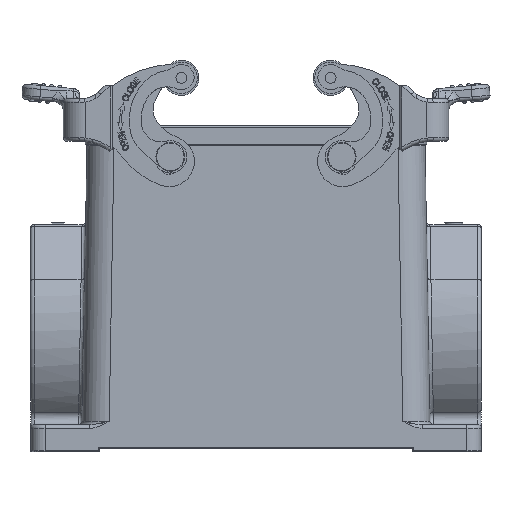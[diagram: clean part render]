
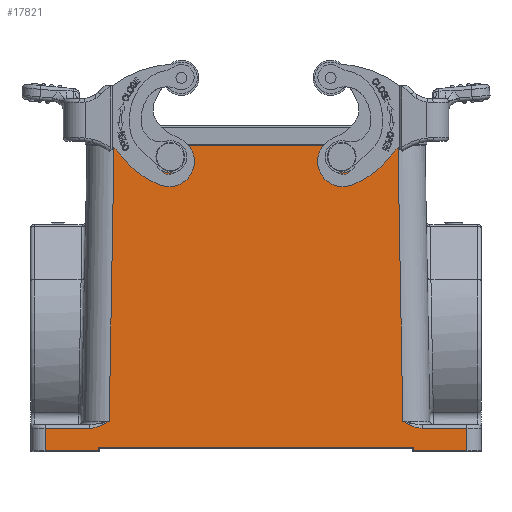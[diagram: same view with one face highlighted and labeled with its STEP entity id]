
A CAD part, front view. The second image highlights one B-rep face of the part: STEP entity #17821.
In plain terms, the highlighted planar face has unit normal (0, -1, 0.018).
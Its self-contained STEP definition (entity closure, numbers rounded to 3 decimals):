
#9328=B_SPLINE_CURVE_WITH_KNOTS('',3,(#69259,#69260,#69261,#69262,#69263,
#69264,#69265,#69266,#69267,#69268),.UNSPECIFIED.,.F.,.F.,(4,3,3,4),(0.,
0.279,0.483,1.),.UNSPECIFIED.);
#9329=B_SPLINE_CURVE_WITH_KNOTS('',3,(#69289,#69290,#69291,#69292),
 .UNSPECIFIED.,.F.,.F.,(4,4),(0.,1.),.UNSPECIFIED.);
#9398=ELLIPSE('',#38608,2.45,2.45);
#9420=ELLIPSE('',#39690,2.45,2.45);
#9444=ELLIPSE('',#40791,0.6,0.6);
#9445=ELLIPSE('',#40792,0.6,0.6);
#11348=LINE('',#69250,#13652);
#11349=LINE('',#69252,#13653);
#11350=LINE('',#69255,#13654);
#11351=LINE('',#69269,#13655);
#11352=LINE('',#69271,#13656);
#11353=LINE('',#69273,#13657);
#11354=LINE('',#69277,#13658);
#11355=LINE('',#69281,#13659);
#11356=LINE('',#69283,#13660);
#11357=LINE('',#69285,#13661);
#11358=LINE('',#69287,#13662);
#11359=LINE('',#69296,#13663);
#13652=VECTOR('',#48019,1.);
#13653=VECTOR('',#48022,1.);
#13654=VECTOR('',#48023,1.);
#13655=VECTOR('',#48026,1.);
#13656=VECTOR('',#48027,1.);
#13657=VECTOR('',#48028,1.);
#13658=VECTOR('',#48031,1.);
#13659=VECTOR('',#48034,1.);
#13660=VECTOR('',#48035,1.);
#13661=VECTOR('',#48036,1.);
#13662=VECTOR('',#48037,1.);
#13663=VECTOR('',#48040,1.);
#14773=PLANE('',#40794);
#17821=ADVANCED_FACE('',(#19217,#19218,#19219),#14773,.T.);
#19217=FACE_BOUND('',#20881,.T.);
#19218=FACE_BOUND('',#20882,.T.);
#19219=FACE_BOUND('',#20883,.T.);
#20881=EDGE_LOOP('',(#27993,#27994,#27995,#27996,#27997,#27998,#27999,#28000,
#28001,#28002,#28003,#28004,#28005,#28006,#28007,#28008,#28009,#28010));
#20882=EDGE_LOOP('',(#28011));
#20883=EDGE_LOOP('',(#28012));
#27993=ORIENTED_EDGE('',*,*,#36141,.T.);
#27994=ORIENTED_EDGE('',*,*,#36142,.F.);
#27995=ORIENTED_EDGE('',*,*,#36143,.F.);
#27996=ORIENTED_EDGE('',*,*,#36144,.F.);
#27997=ORIENTED_EDGE('',*,*,#36140,.T.);
#27998=ORIENTED_EDGE('',*,*,#36145,.T.);
#27999=ORIENTED_EDGE('',*,*,#36146,.T.);
#28000=ORIENTED_EDGE('',*,*,#36147,.F.);
#28001=ORIENTED_EDGE('',*,*,#36148,.F.);
#28002=ORIENTED_EDGE('',*,*,#36149,.T.);
#28003=ORIENTED_EDGE('',*,*,#36150,.F.);
#28004=ORIENTED_EDGE('',*,*,#36151,.F.);
#28005=ORIENTED_EDGE('',*,*,#36152,.T.);
#28006=ORIENTED_EDGE('',*,*,#36153,.T.);
#28007=ORIENTED_EDGE('',*,*,#36154,.T.);
#28008=ORIENTED_EDGE('',*,*,#36155,.F.);
#28009=ORIENTED_EDGE('',*,*,#36156,.F.);
#28010=ORIENTED_EDGE('',*,*,#36157,.F.);
#28011=ORIENTED_EDGE('',*,*,#34511,.F.);
#28012=ORIENTED_EDGE('',*,*,#32929,.F.);
#30114=VERTEX_POINT('',#50333);
#31153=VERTEX_POINT('',#59705);
#32216=VERTEX_POINT('',#69247);
#32217=VERTEX_POINT('',#69249);
#32218=VERTEX_POINT('',#69253);
#32219=VERTEX_POINT('',#69254);
#32220=VERTEX_POINT('',#69256);
#32221=VERTEX_POINT('',#69258);
#32222=VERTEX_POINT('',#69270);
#32223=VERTEX_POINT('',#69272);
#32224=VERTEX_POINT('',#69274);
#32225=VERTEX_POINT('',#69276);
#32226=VERTEX_POINT('',#69278);
#32227=VERTEX_POINT('',#69280);
#32228=VERTEX_POINT('',#69282);
#32229=VERTEX_POINT('',#69284);
#32230=VERTEX_POINT('',#69286);
#32231=VERTEX_POINT('',#69288);
#32232=VERTEX_POINT('',#69293);
#32233=VERTEX_POINT('',#69295);
#32929=EDGE_CURVE('',#30114,#30114,#9398,.T.);
#34511=EDGE_CURVE('',#31153,#31153,#9420,.T.);
#36140=EDGE_CURVE('',#32216,#32217,#11348,.T.);
#36141=EDGE_CURVE('',#32218,#32219,#11349,.T.);
#36142=EDGE_CURVE('',#32220,#32219,#11350,.T.);
#36143=EDGE_CURVE('',#32221,#32220,#38200,.T.);
#36144=EDGE_CURVE('',#32216,#32221,#9328,.T.);
#36145=EDGE_CURVE('',#32217,#32222,#11351,.T.);
#36146=EDGE_CURVE('',#32222,#32223,#11352,.T.);
#36147=EDGE_CURVE('',#32224,#32223,#11353,.T.);
#36148=EDGE_CURVE('',#32225,#32224,#9444,.T.);
#36149=EDGE_CURVE('',#32225,#32226,#11354,.T.);
#36150=EDGE_CURVE('',#32227,#32226,#9445,.T.);
#36151=EDGE_CURVE('',#32228,#32227,#11355,.T.);
#36152=EDGE_CURVE('',#32228,#32229,#11356,.T.);
#36153=EDGE_CURVE('',#32229,#32230,#11357,.T.);
#36154=EDGE_CURVE('',#32230,#32231,#11358,.T.);
#36155=EDGE_CURVE('',#32232,#32231,#9329,.T.);
#36156=EDGE_CURVE('',#32233,#32232,#38201,.T.);
#36157=EDGE_CURVE('',#32218,#32233,#11359,.T.);
#38200=CIRCLE('',#40790,35.099);
#38201=CIRCLE('',#40793,35.043);
#38608=AXIS2_PLACEMENT_3D('',#50332,#41855,#41856);
#39690=AXIS2_PLACEMENT_3D('',#59704,#44897,#44898);
#40790=AXIS2_PLACEMENT_3D('',#69257,#48024,#48025);
#40791=AXIS2_PLACEMENT_3D('',#69275,#48029,#48030);
#40792=AXIS2_PLACEMENT_3D('',#69279,#48032,#48033);
#40793=AXIS2_PLACEMENT_3D('',#69294,#48038,#48039);
#40794=AXIS2_PLACEMENT_3D('',#69297,#48041,#48042);
#41855=DIRECTION('',(0.,-1.,0.017));
#41856=DIRECTION('',(0.,-0.017,-1.));
#44897=DIRECTION('',(0.,-1.,0.017));
#44898=DIRECTION('',(0.,0.017,1.));
#48019=DIRECTION('',(-1.,0.,0.));
#48022=DIRECTION('',(-1.,0.,0.));
#48023=DIRECTION('',(0.017,0.017,1.));
#48024=DIRECTION('',(0.,-1.,0.017));
#48025=DIRECTION('',(0.,0.017,1.));
#48026=DIRECTION('',(0.,-0.017,-1.));
#48027=DIRECTION('',(1.,0.,0.));
#48028=DIRECTION('',(0.,-0.017,-1.));
#48029=DIRECTION('',(0.,-1.,0.017));
#48030=DIRECTION('',(0.,-0.017,-1.));
#48031=DIRECTION('',(1.,0.,0.));
#48032=DIRECTION('',(0.,-1.,0.017));
#48033=DIRECTION('',(0.,0.017,1.));
#48034=DIRECTION('',(0.,0.017,1.));
#48035=DIRECTION('',(1.,0.,0.));
#48036=DIRECTION('',(0.,0.017,1.));
#48037=DIRECTION('',(-1.,0.,0.));
#48038=DIRECTION('',(0.,-1.,0.017));
#48039=DIRECTION('',(0.,0.017,1.));
#48040=DIRECTION('',(0.017,-0.017,-1.));
#48041=DIRECTION('',(0.,-1.,0.017));
#48042=DIRECTION('',(0.,-0.017,-1.));
#50332=CARTESIAN_POINT('',(-23.75,-41.822,38.25));
#50333=CARTESIAN_POINT('',(-23.75,-41.865,35.8));
#59704=CARTESIAN_POINT('',(23.75,-41.822,38.25));
#59705=CARTESIAN_POINT('',(23.75,-41.779,40.7));
#69247=CARTESIAN_POINT('',(-46.144,-43.136,-37.033));
#69249=CARTESIAN_POINT('',(-58.5,-43.136,-37.033));
#69250=CARTESIAN_POINT('',(-65.59,-43.136,-37.033));
#69252=CARTESIAN_POINT('',(-65.59,-41.768,41.352));
#69253=CARTESIAN_POINT('',(39.374,-41.768,41.352));
#69254=CARTESIAN_POINT('',(-39.374,-41.768,41.352));
#69255=CARTESIAN_POINT('',(-40.863,-43.258,-43.981));
#69256=CARTESIAN_POINT('',(-40.709,-43.101,-35.067));
#69257=CARTESIAN_POINT('',(-58.043,-42.569,-4.551));
#69258=CARTESIAN_POINT('',(-42.569,-43.119,-36.05));
#69259=CARTESIAN_POINT('',(-46.144,-43.136,-37.033));
#69260=CARTESIAN_POINT('',(-45.796,-43.136,-37.033));
#69261=CARTESIAN_POINT('',(-45.448,-43.136,-36.996));
#69262=CARTESIAN_POINT('',(-45.106,-43.134,-36.933));
#69263=CARTESIAN_POINT('',(-44.856,-43.134,-36.886));
#69264=CARTESIAN_POINT('',(-44.608,-43.133,-36.826));
#69265=CARTESIAN_POINT('',(-44.364,-43.131,-36.755));
#69266=CARTESIAN_POINT('',(-43.747,-43.128,-36.576));
#69267=CARTESIAN_POINT('',(-43.149,-43.124,-36.327));
#69268=CARTESIAN_POINT('',(-42.569,-43.119,-36.05));
#69269=CARTESIAN_POINT('',(-58.5,-43.25,-43.55));
#69270=CARTESIAN_POINT('',(-58.5,-43.245,-43.245));
#69271=CARTESIAN_POINT('',(-65.59,-43.245,-43.245));
#69272=CARTESIAN_POINT('',(-43.8,-43.245,-43.245));
#69273=CARTESIAN_POINT('',(-43.8,-43.25,-43.55));
#69274=CARTESIAN_POINT('',(-43.8,-43.238,-42.845));
#69275=CARTESIAN_POINT('',(-43.2,-43.238,-42.845));
#69276=CARTESIAN_POINT('',(-43.2,-43.227,-42.245));
#69277=CARTESIAN_POINT('',(-65.59,-43.227,-42.245));
#69278=CARTESIAN_POINT('',(43.2,-43.227,-42.245));
#69279=CARTESIAN_POINT('',(43.2,-43.238,-42.845));
#69280=CARTESIAN_POINT('',(43.8,-43.238,-42.845));
#69281=CARTESIAN_POINT('',(43.8,-43.25,-43.55));
#69282=CARTESIAN_POINT('',(43.8,-43.245,-43.245));
#69283=CARTESIAN_POINT('',(-65.59,-43.245,-43.245));
#69284=CARTESIAN_POINT('',(58.5,-43.245,-43.245));
#69285=CARTESIAN_POINT('',(58.5,-43.25,-43.55));
#69286=CARTESIAN_POINT('',(58.5,-43.136,-37.033));
#69287=CARTESIAN_POINT('',(-65.59,-43.136,-37.033));
#69288=CARTESIAN_POINT('',(46.144,-43.136,-37.033));
#69289=CARTESIAN_POINT('',(42.57,-43.119,-36.05));
#69290=CARTESIAN_POINT('',(43.695,-43.128,-36.588));
#69291=CARTESIAN_POINT('',(44.889,-43.136,-37.033));
#69292=CARTESIAN_POINT('',(46.144,-43.136,-37.033));
#69293=CARTESIAN_POINT('',(42.569,-43.119,-36.05));
#69294=CARTESIAN_POINT('',(58.016,-42.57,-4.601));
#69295=CARTESIAN_POINT('',(40.709,-43.101,-35.067));
#69296=CARTESIAN_POINT('',(40.754,-43.149,-37.737));
#69297=CARTESIAN_POINT('',(-65.59,-43.25,-43.55));
